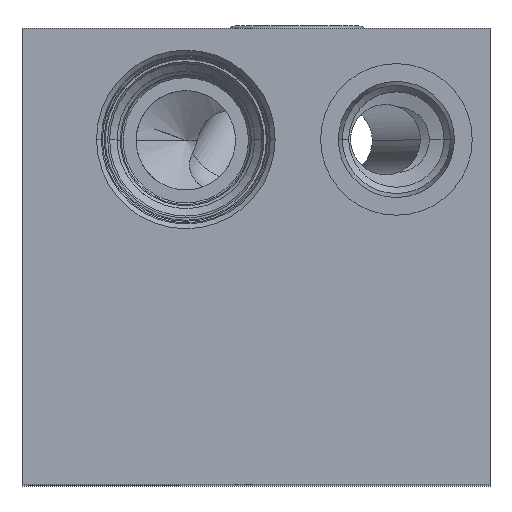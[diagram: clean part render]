
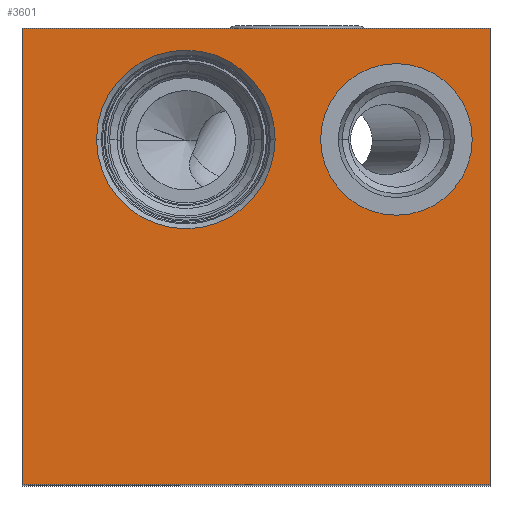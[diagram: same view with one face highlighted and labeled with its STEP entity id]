
A CAD part, top view. The second image highlights one B-rep face of the part: STEP entity #3601.
In plain terms, the highlighted planar face has unit normal (0, 0, 1).
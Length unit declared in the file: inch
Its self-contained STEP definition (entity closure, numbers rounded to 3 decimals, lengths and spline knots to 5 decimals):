
#133=DIRECTION('',(0.,-1.,0.));
#134=VECTOR('',#133,2.438);
#135=CARTESIAN_POINT('',(0.,0.,4.75));
#136=LINE('',#135,#134);
#137=DIRECTION('',(-1.,0.,0.));
#138=VECTOR('',#137,2.5);
#139=CARTESIAN_POINT('',(2.5,0.,4.75));
#140=LINE('',#139,#138);
#141=DIRECTION('',(0.,1.,0.));
#142=VECTOR('',#141,2.438);
#143=CARTESIAN_POINT('',(2.5,-2.438,4.75));
#144=LINE('',#143,#142);
#145=DIRECTION('',(1.,0.,0.));
#146=VECTOR('',#145,2.5);
#147=CARTESIAN_POINT('',(0.,-2.438,4.75));
#148=LINE('',#147,#146);
#149=CARTESIAN_POINT('',(0.875,-0.594,4.75));
#150=DIRECTION('',(0.,0.,-1.));
#151=DIRECTION('',(-1.,0.,0.));
#152=AXIS2_PLACEMENT_3D('',#149,#150,#151);
#154=CARTESIAN_POINT('',(0.875,-0.594,4.75));
#155=DIRECTION('',(0.,0.,-1.));
#156=DIRECTION('',(1.,0.,0.));
#157=AXIS2_PLACEMENT_3D('',#154,#155,#156);
#159=CARTESIAN_POINT('',(2.,-0.594,4.75));
#160=DIRECTION('',(0.,0.,-1.));
#161=DIRECTION('',(-1.,0.,0.));
#162=AXIS2_PLACEMENT_3D('',#159,#160,#161);
#164=CARTESIAN_POINT('',(2.,-0.594,4.75));
#165=DIRECTION('',(0.,0.,-1.));
#166=DIRECTION('',(1.,0.,0.));
#167=AXIS2_PLACEMENT_3D('',#164,#165,#166);
#3066=CARTESIAN_POINT('',(0.,0.,4.75));
#3067=CARTESIAN_POINT('',(0.,-2.438,4.75));
#3068=VERTEX_POINT('',#3066);
#3069=VERTEX_POINT('',#3067);
#3070=CARTESIAN_POINT('',(2.5,-2.438,4.75));
#3071=VERTEX_POINT('',#3070);
#3072=CARTESIAN_POINT('',(2.5,0.,4.75));
#3073=VERTEX_POINT('',#3072);
#3110=CARTESIAN_POINT('',(0.398,-0.594,4.75));
#3111=CARTESIAN_POINT('',(1.352,-0.594,4.75));
#3112=VERTEX_POINT('',#3110);
#3113=VERTEX_POINT('',#3111);
#3170=CARTESIAN_POINT('',(1.595,-0.594,4.75));
#3171=CARTESIAN_POINT('',(2.405,-0.594,4.75));
#3172=VERTEX_POINT('',#3170);
#3173=VERTEX_POINT('',#3171);
#3578=CARTESIAN_POINT('',(0.,0.,4.75));
#3579=DIRECTION('',(0.,0.,1.));
#3580=DIRECTION('',(1.,0.,0.));
#3581=AXIS2_PLACEMENT_3D('',#3578,#3579,#3580);
#3582=PLANE('',#3581);
#3583=ORIENTED_EDGE('',*,*,#3494,.F.);
#3584=ORIENTED_EDGE('',*,*,#3509,.F.);
#3585=ORIENTED_EDGE('',*,*,#3541,.F.);
#3586=ORIENTED_EDGE('',*,*,#3554,.F.);
#3587=EDGE_LOOP('',(#3583,#3584,#3585,#3586));
#3588=FACE_OUTER_BOUND('',#3587,.F.);
#3590=ORIENTED_EDGE('',*,*,#3589,.F.);
#3592=ORIENTED_EDGE('',*,*,#3591,.F.);
#3593=EDGE_LOOP('',(#3590,#3592));
#3594=FACE_BOUND('',#3593,.F.);
#3596=ORIENTED_EDGE('',*,*,#3595,.F.);
#3598=ORIENTED_EDGE('',*,*,#3597,.F.);
#3599=EDGE_LOOP('',(#3596,#3598));
#3600=FACE_BOUND('',#3599,.F.);
#3601=ADVANCED_FACE('',(#3588,#3594,#3600),#3582,.T.);
#153=CIRCLE('',#152,0.477);
#158=CIRCLE('',#157,0.477);
#163=CIRCLE('',#162,0.405);
#168=CIRCLE('',#167,0.405);
#3494=EDGE_CURVE('',#3068,#3069,#136,.T.);
#3509=EDGE_CURVE('',#3073,#3068,#140,.T.);
#3541=EDGE_CURVE('',#3071,#3073,#144,.T.);
#3554=EDGE_CURVE('',#3069,#3071,#148,.T.);
#3589=EDGE_CURVE('',#3112,#3113,#153,.T.);
#3591=EDGE_CURVE('',#3113,#3112,#158,.T.);
#3595=EDGE_CURVE('',#3172,#3173,#163,.T.);
#3597=EDGE_CURVE('',#3173,#3172,#168,.T.);
